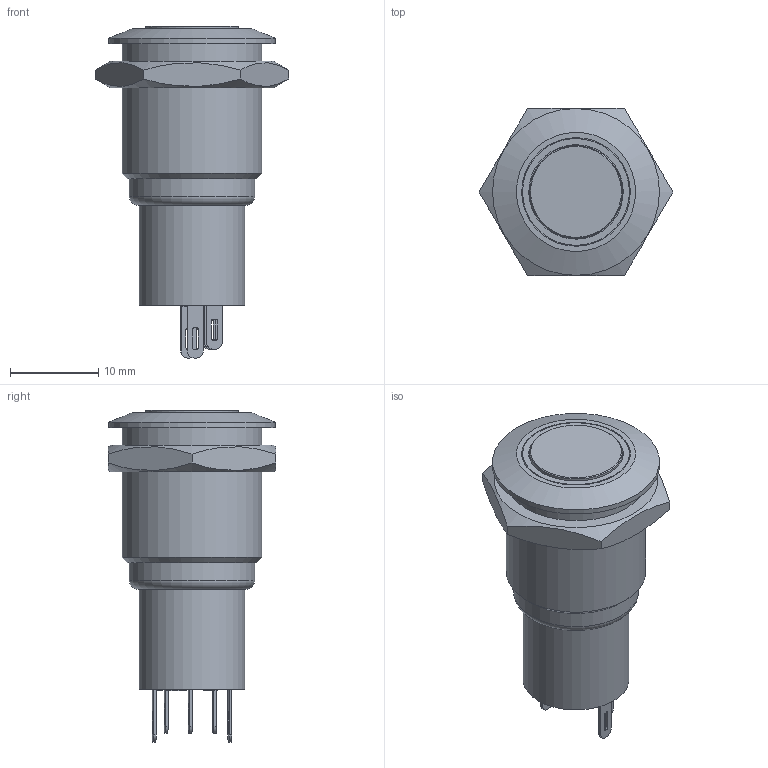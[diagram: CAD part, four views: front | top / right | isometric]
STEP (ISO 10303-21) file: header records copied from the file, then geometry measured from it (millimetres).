
FILE_DESCRIPTION (( 'STEP AP203' ), '1' );
FILE_NAME ('phobya power switch 16 black SOLID.STEP', '2015-06-05T12:30:01', ( '' ), ( '' ), 'SwSTEP 2.0', 'SolidWorks 2014', '' );
FILE_SCHEMA (( 'CONFIG_CONTROL_DESIGN' ));
Length unit declared in the file: millimetre
Products named in the file (4): phobya power switch body; thread washer; phobya power switch 16 black SOLID; pin power switch
Assembly tree (3 placements, depth 2):
  phobya power switch 16 black SOLID
    phobya power switch body
    pin power switch
    thread washer
Bounding box: 21.94 x 19 x 37.6 mm (x, y, z)
Volume: 5466.9 mm3; surface area: 3111.7 mm2
Topology: 3 solids, 3 shells, 222 faces, 580 edges, 385 vertices
Faces by surface type: plane 109, bspline 64, cylinder 43, cone 5, torus 1
Full cylindrical faces by diameter (mm): 10.5 x1, 10.7 x1, 11 x1, 11.2 x1, 12 x1, 12.1 x1, 12.3 x1, 14.2 x1, 15.8 x2, 18.9 x1
Entity records: 9530 total; most frequent: CARTESIAN_POINT 4080, ORIENTED_EDGE 1122, DIRECTION 844, EDGE_CURVE 561, VERTEX_POINT 383, LINE 326, VECTOR 326, EDGE_LOOP 272
